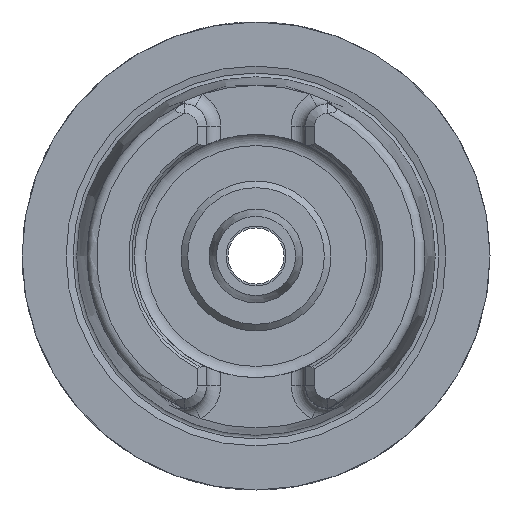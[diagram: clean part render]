
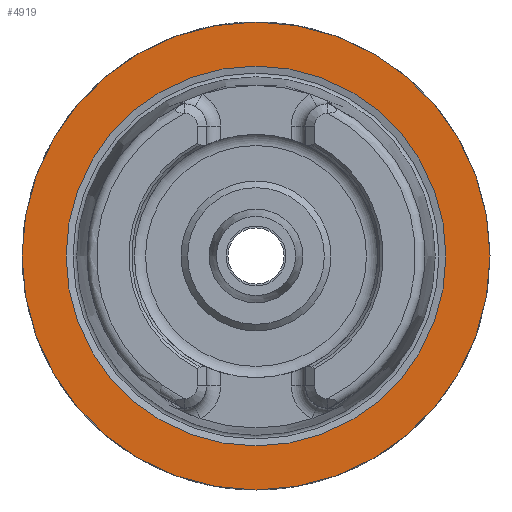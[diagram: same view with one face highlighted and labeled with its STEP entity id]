
A CAD part, left-side view. The second image highlights one B-rep face of the part: STEP entity #4919.
In plain terms, the highlighted planar face has unit normal (-1, 0, 0).
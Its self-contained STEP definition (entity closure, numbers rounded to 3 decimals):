
#4431=CARTESIAN_POINT('',(0.0,25.,0.0));
#4432=VERTEX_POINT('',#4431);
#4433=CARTESIAN_POINT('',(0.0,0.0,0.0));
#4434=DIRECTION('',(1.0,0.0,0.0));
#4435=DIRECTION('',(0.0,1.0,0.0));
#4436=AXIS2_PLACEMENT_3D('',#4433,#4434,#4435);
#4437=CIRCLE('',#4436,25.);
#4438=EDGE_CURVE('',#4432,#4432,#4437,.T.);
#4893=CARTESIAN_POINT('',(0.0,20.296,0.0));
#4894=VERTEX_POINT('',#4893);
#4895=CARTESIAN_POINT('',(0.0,0.0,0.0));
#4896=DIRECTION('',(1.0,0.0,0.0));
#4897=DIRECTION('',(0.0,1.0,0.0));
#4898=AXIS2_PLACEMENT_3D('',#4895,#4896,#4897);
#4899=CIRCLE('',#4898,20.296);
#4900=EDGE_CURVE('',#4894,#4894,#4899,.T.);
#4908=CARTESIAN_POINT('',(0.0,22.648,0.0));
#4909=DIRECTION('',(-1.0,0.0,0.0));
#4910=DIRECTION('',(0.0,0.0,1.0));
#4911=AXIS2_PLACEMENT_3D('',#4908,#4909,#4910);
#4912=PLANE('',#4911);
#4913=ORIENTED_EDGE('',*,*,#4438,.F.);
#4914=EDGE_LOOP('',(#4913));
#4915=FACE_OUTER_BOUND('',#4914,.T.);
#4916=ORIENTED_EDGE('',*,*,#4900,.T.);
#4917=EDGE_LOOP('',(#4916));
#4918=FACE_BOUND('',#4917,.T.);
#4919=ADVANCED_FACE('',(#4915,#4918),#4912,.T.);
